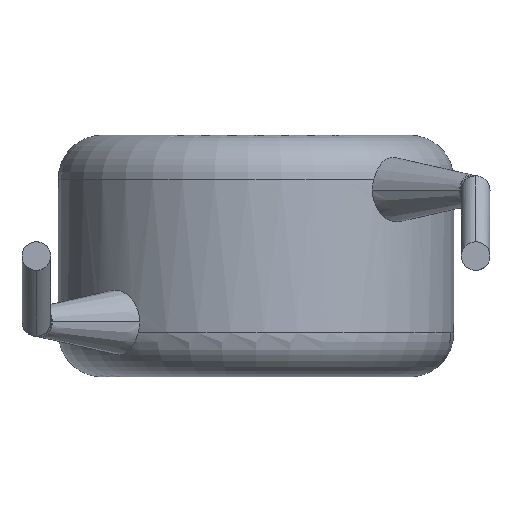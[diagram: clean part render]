
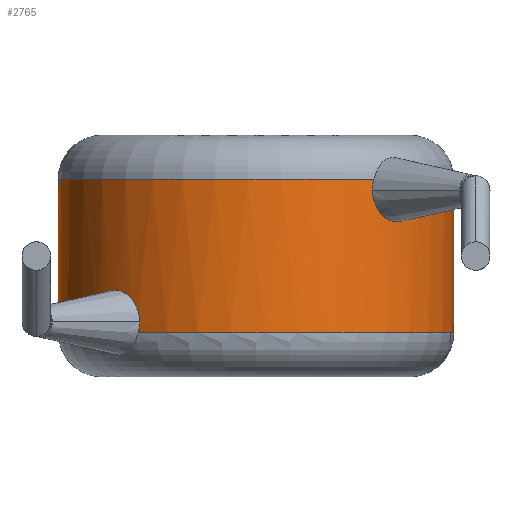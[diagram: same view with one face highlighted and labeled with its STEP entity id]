
A CAD part, front view. The second image highlights one B-rep face of the part: STEP entity #2765.
In plain terms, the highlighted cylindrical face has radius 4.5 mm (diameter 9 mm), a partial arc.
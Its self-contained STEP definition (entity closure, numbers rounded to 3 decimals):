
#2 = VERTEX_POINT ( 'NONE', #1087 ) ;
#33 = B_SPLINE_CURVE_WITH_KNOTS ( 'NONE', 3,
 ( #1738, #2044, #2414, #403 ),
 .UNSPECIFIED., .F., .F.,
 ( 4, 4 ),
 ( 0.003, 0.003 ),
 .UNSPECIFIED. ) ;
#37 = CIRCLE ( 'NONE', #3306, 4.5 ) ;
#67 = CARTESIAN_POINT ( 'NONE',  ( 4.5, 0., 1. ) ) ;
#68 = DIRECTION ( 'NONE',  ( 0., 0., -1. ) ) ;
#69 = ORIENTED_EDGE ( 'NONE', *, *, #1195, .T. ) ;
#74 = CARTESIAN_POINT ( 'NONE',  ( 3.587, -2.718, 3.804 ) ) ;
#78 = CARTESIAN_POINT ( 'NONE',  ( -2.683, -3.613, 1. ) ) ;
#88 = CARTESIAN_POINT ( 'NONE',  ( 2.926, -3.422, 3.604 ) ) ;
#112 = CARTESIAN_POINT ( 'NONE',  ( -3.664, -2.613, 1.441 ) ) ;
#117 = B_SPLINE_CURVE_WITH_KNOTS ( 'NONE', 3,
 ( #3419, #3382, #2081, #88, #432, #1392, #743, #74, #2675, #3695, #3928, #2426 ),
 .UNSPECIFIED., .F., .F.,
 ( 4, 2, 2, 2, 2, 4 ),
 ( 0., 0.001, 0.001, 0.002, 0.002, 0.003 ),
 .UNSPECIFIED. ) ;
#193 = B_SPLINE_CURVE_WITH_KNOTS ( 'NONE', 3,
 ( #1595, #260, #3875, #2283 ),
 .UNSPECIFIED., .F., .F.,
 ( 4, 4 ),
 ( 0.003, 0.003 ),
 .UNSPECIFIED. ) ;
#206 = CARTESIAN_POINT ( 'NONE',  ( -2.926, -3.422, 1.896 ) ) ;
#260 = CARTESIAN_POINT ( 'NONE',  ( -3.675, -2.597, 1.165 ) ) ;
#264 = DIRECTION ( 'NONE',  ( 1., 0., 0. ) ) ;
#346 = EDGE_CURVE ( 'NONE', #3187, #2982, #3685, .T. ) ;
#378 = B_SPLINE_CURVE_WITH_KNOTS ( 'NONE', 3,
 ( #1280, #1952, #1634, #3910 ),
 .UNSPECIFIED., .F., .F.,
 ( 4, 4 ),
 ( 0., 0. ),
 .UNSPECIFIED. ) ;
#398 = CARTESIAN_POINT ( 'NONE',  ( -3.675, -2.597, 1.25 ) ) ;
#403 = CARTESIAN_POINT ( 'NONE',  ( 3.649, -2.634, 4.5 ) ) ;
#432 = CARTESIAN_POINT ( 'NONE',  ( 3.069, -3.296, 3.527 ) ) ;
#553 = CIRCLE ( 'NONE', #3805, 4.5 ) ;
#602 = EDGE_CURVE ( 'NONE', #1973, #3929, #33, .T. ) ;
#619 = DIRECTION ( 'NONE',  ( 1., 0., 0. ) ) ;
#743 = CARTESIAN_POINT ( 'NONE',  ( 3.461, -2.88, 3.603 ) ) ;
#796 = DIRECTION ( 'NONE',  ( -1., 0., 0. ) ) ;
#801 = VERTEX_POINT ( 'NONE', #3242 ) ;
#804 = ORIENTED_EDGE ( 'NONE', *, *, #1721, .F. ) ;
#826 = CARTESIAN_POINT ( 'NONE',  ( -4.5, 0., 5.5 ) ) ;
#879 = ORIENTED_EDGE ( 'NONE', *, *, #1645, .T. ) ;
#919 = EDGE_CURVE ( 'NONE', #801, #3929, #4230, .T. ) ;
#958 = ORIENTED_EDGE ( 'NONE', *, *, #346, .F. ) ;
#969 = VERTEX_POINT ( 'NONE', #4041 ) ;
#1020 = ORIENTED_EDGE ( 'NONE', *, *, #2686, .T. ) ;
#1069 = CARTESIAN_POINT ( 'NONE',  ( -2.659, -3.631, 1.08 ) ) ;
#1087 = CARTESIAN_POINT ( 'NONE',  ( -4.5, 0., 1. ) ) ;
#1091 = VERTEX_POINT ( 'NONE', #1601 ) ;
#1170 = CARTESIAN_POINT ( 'NONE',  ( -2.714, -3.592, 1.63 ) ) ;
#1195 = EDGE_CURVE ( 'NONE', #3187, #1731, #2417, .T. ) ;
#1280 = CARTESIAN_POINT ( 'NONE',  ( 2.683, -3.613, 4.5 ) ) ;
#1392 = CARTESIAN_POINT ( 'NONE',  ( 3.337, -3.025, 3.527 ) ) ;
#1461 = DIRECTION ( 'NONE',  ( 0., 0., -1. ) ) ;
#1525 = CARTESIAN_POINT ( 'NONE',  ( -3.337, -3.025, 1.973 ) ) ;
#1595 = CARTESIAN_POINT ( 'NONE',  ( -3.675, -2.597, 1.25 ) ) ;
#1601 = CARTESIAN_POINT ( 'NONE',  ( 2.683, -3.613, 4.5 ) ) ;
#1634 = CARTESIAN_POINT ( 'NONE',  ( 2.646, -3.64, 4.336 ) ) ;
#1637 = CARTESIAN_POINT ( 'NONE',  ( -3.675, -2.597, 1.25 ) ) ;
#1645 = EDGE_CURVE ( 'NONE', #1091, #3663, #553, .T. ) ;
#1658 = DIRECTION ( 'NONE',  ( 0., 0., 1. ) ) ;
#1660 = CARTESIAN_POINT ( 'NONE',  ( 3.675, -2.597, 4.25 ) ) ;
#1664 = AXIS2_PLACEMENT_3D ( 'NONE', #4073, #2808, #796 ) ;
#1699 = CARTESIAN_POINT ( 'NONE',  ( -2.646, -3.64, 1.25 ) ) ;
#1721 = EDGE_CURVE ( 'NONE', #2982, #3044, #3435, .T. ) ;
#1723 = CARTESIAN_POINT ( 'NONE',  ( -3.675, -2.597, 1.345 ) ) ;
#1731 = VERTEX_POINT ( 'NONE', #67 ) ;
#1738 = CARTESIAN_POINT ( 'NONE',  ( 3.675, -2.597, 4.25 ) ) ;
#1754 = CARTESIAN_POINT ( 'NONE',  ( -3.461, -2.88, 1.897 ) ) ;
#1774 = CARTESIAN_POINT ( 'NONE',  ( -2.646, -3.64, 1.25 ) ) ;
#1793 = CARTESIAN_POINT ( 'NONE',  ( -2.646, -3.64, 1.164 ) ) ;
#1893 = CARTESIAN_POINT ( 'NONE',  ( 2.646, -3.64, 4.25 ) ) ;
#1950 = EDGE_CURVE ( 'NONE', #3303, #1973, #117, .T. ) ;
#1952 = CARTESIAN_POINT ( 'NONE',  ( 2.659, -3.631, 4.42 ) ) ;
#1956 = ORIENTED_EDGE ( 'NONE', *, *, #1950, .F. ) ;
#1967 = LINE ( 'NONE', #826, #3839 ) ;
#1973 = VERTEX_POINT ( 'NONE', #1660 ) ;
#1979 = CARTESIAN_POINT ( 'NONE',  ( 0., 0., 1. ) ) ;
#2044 = CARTESIAN_POINT ( 'NONE',  ( 3.675, -2.597, 4.335 ) ) ;
#2062 = CARTESIAN_POINT ( 'NONE',  ( 0., 0., 4.5 ) ) ;
#2081 = CARTESIAN_POINT ( 'NONE',  ( 2.714, -3.592, 3.87 ) ) ;
#2103 = CARTESIAN_POINT ( 'NONE',  ( 0., 0., 4.5 ) ) ;
#2136 = CARTESIAN_POINT ( 'NONE',  ( 3.649, -2.634, 4.5 ) ) ;
#2190 = CARTESIAN_POINT ( 'NONE',  ( -2.683, -3.613, 1. ) ) ;
#2205 = CARTESIAN_POINT ( 'NONE',  ( -2.646, -3.64, 1.25 ) ) ;
#2283 = CARTESIAN_POINT ( 'NONE',  ( -3.649, -2.634, 1. ) ) ;
#2297 = ORIENTED_EDGE ( 'NONE', *, *, #602, .F. ) ;
#2382 = ORIENTED_EDGE ( 'NONE', *, *, #3205, .F. ) ;
#2386 = AXIS2_PLACEMENT_3D ( 'NONE', #2103, #1461, #2927 ) ;
#2413 = ORIENTED_EDGE ( 'NONE', *, *, #3378, .F. ) ;
#2414 = CARTESIAN_POINT ( 'NONE',  ( 3.666, -2.609, 4.42 ) ) ;
#2417 = CIRCLE ( 'NONE', #2905, 4.5 ) ;
#2426 = CARTESIAN_POINT ( 'NONE',  ( 3.675, -2.597, 4.25 ) ) ;
#2449 = EDGE_LOOP ( 'NONE', ( #2382, #2730, #2297, #1956, #2738, #879, #1020, #3913, #2413, #804, #958, #69 ) ) ;
#2675 = CARTESIAN_POINT ( 'NONE',  ( 3.62, -2.673, 3.884 ) ) ;
#2686 = EDGE_CURVE ( 'NONE', #3663, #2, #1967, .T. ) ;
#2730 = ORIENTED_EDGE ( 'NONE', *, *, #919, .T. ) ;
#2738 = ORIENTED_EDGE ( 'NONE', *, *, #3602, .F. ) ;
#2747 = DIRECTION ( 'NONE',  ( 1., 0., 0. ) ) ;
#2765 = ADVANCED_FACE ( 'NONE', ( #3474 ), #3056, .T. ) ;
#2808 = DIRECTION ( 'NONE',  ( 0., 0., -1. ) ) ;
#2905 = AXIS2_PLACEMENT_3D ( 'NONE', #3243, #4149, #264 ) ;
#2927 = DIRECTION ( 'NONE',  ( 1., 0., 0. ) ) ;
#2982 = VERTEX_POINT ( 'NONE', #1699 ) ;
#3044 = VERTEX_POINT ( 'NONE', #398 ) ;
#3056 = CYLINDRICAL_SURFACE ( 'NONE', #1664, 4.5 ) ;
#3084 = CARTESIAN_POINT ( 'NONE',  ( -3.62, -2.673, 1.616 ) ) ;
#3104 = DIRECTION ( 'NONE',  ( 0., 0., -1. ) ) ;
#3169 = CARTESIAN_POINT ( 'NONE',  ( 4.5, 0., 5.5 ) ) ;
#3187 = VERTEX_POINT ( 'NONE', #2190 ) ;
#3205 = EDGE_CURVE ( 'NONE', #801, #1731, #3523, .T. ) ;
#3242 = CARTESIAN_POINT ( 'NONE',  ( 4.5, 0., 4.5 ) ) ;
#3243 = CARTESIAN_POINT ( 'NONE',  ( 0., 0., 1. ) ) ;
#3303 = VERTEX_POINT ( 'NONE', #1893 ) ;
#3306 = AXIS2_PLACEMENT_3D ( 'NONE', #1979, #1658, #619 ) ;
#3378 = EDGE_CURVE ( 'NONE', #3044, #969, #193, .T. ) ;
#3382 = CARTESIAN_POINT ( 'NONE',  ( 2.646, -3.64, 4.058 ) ) ;
#3419 = CARTESIAN_POINT ( 'NONE',  ( 2.646, -3.64, 4.25 ) ) ;
#3435 = B_SPLINE_CURVE_WITH_KNOTS ( 'NONE', 3,
 ( #2205, #3799, #1170, #206, #3511, #1525, #1754, #4025, #3084, #112, #1723, #1637 ),
 .UNSPECIFIED., .F., .F.,
 ( 4, 2, 2, 2, 2, 4 ),
 ( 0., 0.001, 0.001, 0.002, 0.002, 0.003 ),
 .UNSPECIFIED. ) ;
#3474 = FACE_OUTER_BOUND ( 'NONE', #2449, .T. ) ;
#3511 = CARTESIAN_POINT ( 'NONE',  ( -3.069, -3.296, 1.973 ) ) ;
#3523 = LINE ( 'NONE', #3169, #4165 ) ;
#3602 = EDGE_CURVE ( 'NONE', #1091, #3303, #378, .T. ) ;
#3663 = VERTEX_POINT ( 'NONE', #3878 ) ;
#3685 = B_SPLINE_CURVE_WITH_KNOTS ( 'NONE', 3,
 ( #78, #1069, #1793, #1774 ),
 .UNSPECIFIED., .F., .F.,
 ( 4, 4 ),
 ( 0., 0. ),
 .UNSPECIFIED. ) ;
#3695 = CARTESIAN_POINT ( 'NONE',  ( 3.664, -2.613, 4.059 ) ) ;
#3799 = CARTESIAN_POINT ( 'NONE',  ( -2.646, -3.64, 1.442 ) ) ;
#3805 = AXIS2_PLACEMENT_3D ( 'NONE', #2062, #68, #2747 ) ;
#3839 = VECTOR ( 'NONE', #3104, 1000. ) ;
#3875 = CARTESIAN_POINT ( 'NONE',  ( -3.666, -2.609, 1.08 ) ) ;
#3878 = CARTESIAN_POINT ( 'NONE',  ( -4.5, 0., 4.5 ) ) ;
#3910 = CARTESIAN_POINT ( 'NONE',  ( 2.646, -3.64, 4.25 ) ) ;
#3913 = ORIENTED_EDGE ( 'NONE', *, *, #4258, .T. ) ;
#3928 = CARTESIAN_POINT ( 'NONE',  ( 3.675, -2.597, 4.155 ) ) ;
#3929 = VERTEX_POINT ( 'NONE', #2136 ) ;
#4025 = CARTESIAN_POINT ( 'NONE',  ( -3.587, -2.718, 1.696 ) ) ;
#4041 = CARTESIAN_POINT ( 'NONE',  ( -3.649, -2.634, 1. ) ) ;
#4073 = CARTESIAN_POINT ( 'NONE',  ( 0., 0., 5.5 ) ) ;
#4122 = DIRECTION ( 'NONE',  ( 0., 0., -1. ) ) ;
#4149 = DIRECTION ( 'NONE',  ( 0., 0., 1. ) ) ;
#4165 = VECTOR ( 'NONE', #4122, 1000. ) ;
#4230 = CIRCLE ( 'NONE', #2386, 4.5 ) ;
#4258 = EDGE_CURVE ( 'NONE', #2, #969, #37, .T. ) ;
